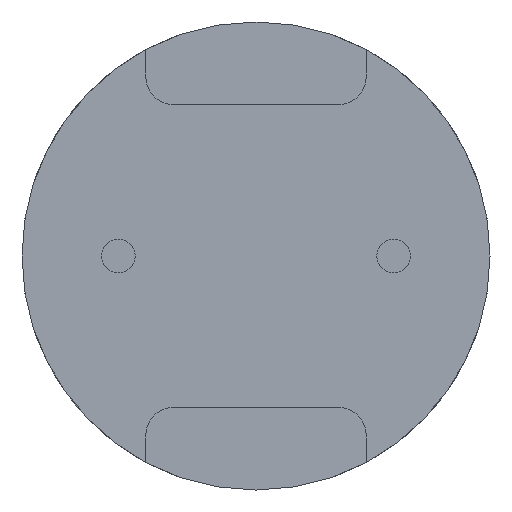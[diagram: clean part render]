
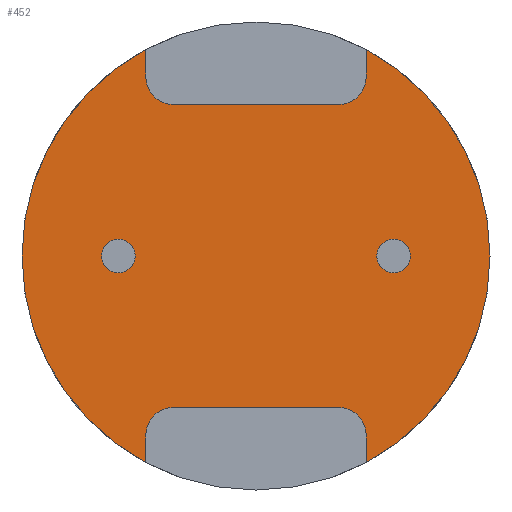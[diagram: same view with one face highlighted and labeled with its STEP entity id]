
A CAD part, front view. The second image highlights one B-rep face of the part: STEP entity #452.
In plain terms, the highlighted planar face has unit normal (0, -1, 0).
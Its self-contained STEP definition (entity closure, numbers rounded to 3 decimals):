
#1=CARTESIAN_POINT('',(2.5,-5.,0.));
#2=DIRECTION('',(0.,-1.,0.));
#3=DIRECTION('',(1.,0.,0.));
#4=AXIS2_PLACEMENT_3D('',#1,#2,#3);
#6=CARTESIAN_POINT('',(2.5,-5.,0.));
#7=DIRECTION('',(0.,-1.,0.));
#8=DIRECTION('',(-1.,0.,0.));
#9=AXIS2_PLACEMENT_3D('',#6,#7,#8);
#11=CARTESIAN_POINT('',(-2.5,-5.,0.));
#12=DIRECTION('',(0.,-1.,0.));
#13=DIRECTION('',(1.,0.,0.));
#14=AXIS2_PLACEMENT_3D('',#11,#12,#13);
#16=CARTESIAN_POINT('',(-2.5,-5.,0.));
#17=DIRECTION('',(0.,-1.,0.));
#18=DIRECTION('',(-1.,0.,0.));
#19=AXIS2_PLACEMENT_3D('',#16,#17,#18);
#21=DIRECTION('',(0.,0.,1.));
#22=VECTOR('',#21,0.5);
#23=CARTESIAN_POINT('',(2.,-5.,-3.75));
#24=LINE('',#23,#22);
#25=DIRECTION('',(-1.,0.,0.));
#26=VECTOR('',#25,3.);
#27=CARTESIAN_POINT('',(1.5,-5.,-2.75));
#28=LINE('',#27,#26);
#29=DIRECTION('',(0.,0.,-1.));
#30=VECTOR('',#29,0.5);
#31=CARTESIAN_POINT('',(-2.,-5.,-3.25));
#32=LINE('',#31,#30);
#33=CARTESIAN_POINT('',(0.,-5.,0.));
#34=DIRECTION('',(0.,-1.,0.));
#35=DIRECTION('',(-1.,0.,0.));
#36=AXIS2_PLACEMENT_3D('',#33,#34,#35);
#38=CARTESIAN_POINT('',(0.,-5.,0.));
#39=DIRECTION('',(0.,-1.,0.));
#40=DIRECTION('',(-0.471,0.,0.882));
#41=AXIS2_PLACEMENT_3D('',#38,#39,#40);
#43=DIRECTION('',(0.,0.,-1.));
#44=VECTOR('',#43,0.5);
#45=CARTESIAN_POINT('',(-2.,-5.,3.75));
#46=LINE('',#45,#44);
#47=DIRECTION('',(1.,0.,0.));
#48=VECTOR('',#47,3.);
#49=CARTESIAN_POINT('',(-1.5,-5.,2.75));
#50=LINE('',#49,#48);
#51=DIRECTION('',(0.,0.,1.));
#52=VECTOR('',#51,0.5);
#53=CARTESIAN_POINT('',(2.,-5.,3.25));
#54=LINE('',#53,#52);
#55=CARTESIAN_POINT('',(0.,-5.,0.));
#56=DIRECTION('',(0.,-1.,0.));
#57=DIRECTION('',(1.,0.,0.));
#58=AXIS2_PLACEMENT_3D('',#55,#56,#57);
#60=CARTESIAN_POINT('',(0.,-5.,0.));
#61=DIRECTION('',(0.,-1.,0.));
#62=DIRECTION('',(0.471,0.,-0.882));
#63=AXIS2_PLACEMENT_3D('',#60,#61,#62);
#109=CARTESIAN_POINT('',(1.5,-5.,-3.25));
#110=DIRECTION('',(0.,1.,0.));
#111=DIRECTION('',(0.,0.,1.));
#112=AXIS2_PLACEMENT_3D('',#109,#110,#111);
#168=CARTESIAN_POINT('',(-1.5,-5.,-3.25));
#169=DIRECTION('',(0.,1.,0.));
#170=DIRECTION('',(-1.,0.,0.));
#171=AXIS2_PLACEMENT_3D('',#168,#169,#170);
#263=CARTESIAN_POINT('',(1.5,-5.,3.25));
#264=DIRECTION('',(0.,1.,0.));
#265=DIRECTION('',(1.,0.,0.));
#266=AXIS2_PLACEMENT_3D('',#263,#264,#265);
#276=CARTESIAN_POINT('',(-1.5,-5.,3.25));
#277=DIRECTION('',(0.,1.,0.));
#278=DIRECTION('',(0.,0.,-1.));
#279=AXIS2_PLACEMENT_3D('',#276,#277,#278);
#329=CARTESIAN_POINT('',(-4.25,-5.,0.));
#330=CARTESIAN_POINT('',(-2.,-5.,-3.75));
#331=VERTEX_POINT('',#329);
#332=VERTEX_POINT('',#330);
#333=CARTESIAN_POINT('',(2.,-5.,-3.75));
#334=CARTESIAN_POINT('',(4.25,-5.,0.));
#335=VERTEX_POINT('',#333);
#336=VERTEX_POINT('',#334);
#337=CARTESIAN_POINT('',(2.,-5.,3.75));
#338=VERTEX_POINT('',#337);
#339=CARTESIAN_POINT('',(-2.,-5.,3.75));
#340=VERTEX_POINT('',#339);
#342=CARTESIAN_POINT('',(-1.5,-5.,-2.75));
#344=VERTEX_POINT('',#342);
#347=CARTESIAN_POINT('',(-2.,-5.,-3.25));
#348=VERTEX_POINT('',#347);
#350=CARTESIAN_POINT('',(2.,-5.,-3.25));
#352=VERTEX_POINT('',#350);
#355=CARTESIAN_POINT('',(1.5,-5.,-2.75));
#356=VERTEX_POINT('',#355);
#358=CARTESIAN_POINT('',(-2.,-5.,3.25));
#360=VERTEX_POINT('',#358);
#363=CARTESIAN_POINT('',(-1.5,-5.,2.75));
#364=VERTEX_POINT('',#363);
#366=CARTESIAN_POINT('',(1.5,-5.,2.75));
#368=VERTEX_POINT('',#366);
#371=CARTESIAN_POINT('',(2.,-5.,3.25));
#372=VERTEX_POINT('',#371);
#381=CARTESIAN_POINT('',(2.805,-5.,0.));
#382=CARTESIAN_POINT('',(2.195,-5.,0.));
#383=VERTEX_POINT('',#381);
#384=VERTEX_POINT('',#382);
#385=CARTESIAN_POINT('',(-2.195,-5.,0.));
#386=CARTESIAN_POINT('',(-2.805,-5.,0.));
#387=VERTEX_POINT('',#385);
#388=VERTEX_POINT('',#386);
#405=CARTESIAN_POINT('',(0.,-5.,0.));
#406=DIRECTION('',(0.,1.,0.));
#407=DIRECTION('',(1.,0.,0.));
#408=AXIS2_PLACEMENT_3D('',#405,#406,#407);
#409=PLANE('',#408);
#411=ORIENTED_EDGE('',*,*,#410,.T.);
#413=ORIENTED_EDGE('',*,*,#412,.F.);
#415=ORIENTED_EDGE('',*,*,#414,.T.);
#417=ORIENTED_EDGE('',*,*,#416,.F.);
#419=ORIENTED_EDGE('',*,*,#418,.T.);
#421=ORIENTED_EDGE('',*,*,#420,.F.);
#423=ORIENTED_EDGE('',*,*,#422,.F.);
#425=ORIENTED_EDGE('',*,*,#424,.T.);
#427=ORIENTED_EDGE('',*,*,#426,.F.);
#429=ORIENTED_EDGE('',*,*,#428,.T.);
#431=ORIENTED_EDGE('',*,*,#430,.F.);
#433=ORIENTED_EDGE('',*,*,#432,.T.);
#435=ORIENTED_EDGE('',*,*,#434,.F.);
#437=ORIENTED_EDGE('',*,*,#436,.F.);
#438=EDGE_LOOP('',(#411,#413,#415,#417,#419,#421,#423,#425,#427,#429,#431,#433,
#435,#437));
#439=FACE_OUTER_BOUND('',#438,.F.);
#441=ORIENTED_EDGE('',*,*,#440,.T.);
#443=ORIENTED_EDGE('',*,*,#442,.T.);
#444=EDGE_LOOP('',(#441,#443));
#445=FACE_BOUND('',#444,.F.);
#447=ORIENTED_EDGE('',*,*,#446,.T.);
#449=ORIENTED_EDGE('',*,*,#448,.T.);
#450=EDGE_LOOP('',(#447,#449));
#451=FACE_BOUND('',#450,.F.);
#5=CIRCLE('',#4,0.305);
#10=CIRCLE('',#9,0.305);
#15=CIRCLE('',#14,0.305);
#20=CIRCLE('',#19,0.305);
#37=CIRCLE('',#36,4.25);
#42=CIRCLE('',#41,4.25);
#59=CIRCLE('',#58,4.25);
#64=CIRCLE('',#63,4.25);
#113=CIRCLE('',#112,0.5);
#172=CIRCLE('',#171,0.5);
#267=CIRCLE('',#266,0.5);
#280=CIRCLE('',#279,0.5);
#410=EDGE_CURVE('',#335,#352,#24,.T.);
#412=EDGE_CURVE('',#356,#352,#113,.T.);
#414=EDGE_CURVE('',#356,#344,#28,.T.);
#416=EDGE_CURVE('',#348,#344,#172,.T.);
#418=EDGE_CURVE('',#348,#332,#32,.T.);
#420=EDGE_CURVE('',#331,#332,#37,.T.);
#422=EDGE_CURVE('',#340,#331,#42,.T.);
#424=EDGE_CURVE('',#340,#360,#46,.T.);
#426=EDGE_CURVE('',#364,#360,#280,.T.);
#428=EDGE_CURVE('',#364,#368,#50,.T.);
#430=EDGE_CURVE('',#372,#368,#267,.T.);
#432=EDGE_CURVE('',#372,#338,#54,.T.);
#434=EDGE_CURVE('',#336,#338,#59,.T.);
#436=EDGE_CURVE('',#335,#336,#64,.T.);
#440=EDGE_CURVE('',#387,#388,#15,.T.);
#442=EDGE_CURVE('',#388,#387,#20,.T.);
#446=EDGE_CURVE('',#383,#384,#5,.T.);
#448=EDGE_CURVE('',#384,#383,#10,.T.);
#452=ADVANCED_FACE('',(#439,#445,#451),#409,.F.);
